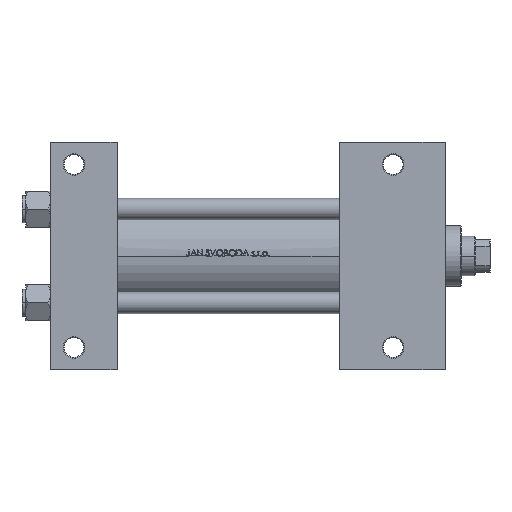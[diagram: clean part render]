
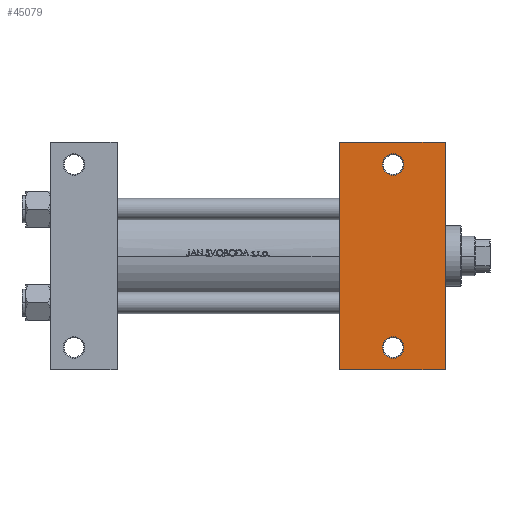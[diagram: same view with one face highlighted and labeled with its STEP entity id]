
A CAD part, front view. The second image highlights one B-rep face of the part: STEP entity #45079.
In plain terms, the highlighted face is planar.
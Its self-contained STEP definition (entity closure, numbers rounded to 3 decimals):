
#815 = ORIENTED_EDGE ( 'NONE', *, *, #10176, .T. ) ;
#854 = PLANE ( 'NONE',  #29690 ) ;
#984 = VERTEX_POINT ( 'NONE', #43432 ) ;
#2579 = AXIS2_PLACEMENT_3D ( 'NONE', #9035, #47625, #13012 ) ;
#2877 = DIRECTION ( 'NONE',  ( 0., 0., 1. ) ) ;
#4143 = CIRCLE ( 'NONE', #2579, 5.999 ) ;
#4484 = EDGE_CURVE ( 'NONE', #27247, #16403, #5092, .T. ) ;
#5092 = LINE ( 'NONE', #46453, #7208 ) ;
#5704 = CARTESIAN_POINT ( 'NONE',  ( 161., -63.5, -37.5 ) ) ;
#5857 = VERTEX_POINT ( 'NONE', #33610 ) ;
#6333 = CARTESIAN_POINT ( 'NONE',  ( 185.001, -51., -37.5 ) ) ;
#6546 = ORIENTED_EDGE ( 'NONE', *, *, #17484, .F. ) ;
#7208 = VECTOR ( 'NONE', #45959, 1000. ) ;
#8162 = CIRCLE ( 'NONE', #36023, 5.999 ) ;
#8326 = EDGE_CURVE ( 'NONE', #12611, #41035, #8162, .T. ) ;
#8961 = DIRECTION ( 'NONE',  ( -1., 0., 0. ) ) ;
#9035 = CARTESIAN_POINT ( 'NONE',  ( 191., 51., -37.5 ) ) ;
#9055 = DIRECTION ( 'NONE',  ( -1., 0., 0. ) ) ;
#9445 = LINE ( 'NONE', #5704, #30956 ) ;
#10176 = EDGE_CURVE ( 'NONE', #41035, #12611, #12991, .T. ) ;
#12604 = DIRECTION ( 'NONE',  ( 0., 0., 1. ) ) ;
#12611 = VERTEX_POINT ( 'NONE', #6333 ) ;
#12744 = CARTESIAN_POINT ( 'NONE',  ( 161., 37.5, -37.5 ) ) ;
#12781 = FACE_BOUND ( 'NONE', #40718, .T. ) ;
#12991 = CIRCLE ( 'NONE', #16980, 5.999 ) ;
#13012 = DIRECTION ( 'NONE',  ( -1., 0., 0. ) ) ;
#13399 = VERTEX_POINT ( 'NONE', #48418 ) ;
#13931 = CARTESIAN_POINT ( 'NONE',  ( 191., 51., -37.5 ) ) ;
#15968 = ORIENTED_EDGE ( 'NONE', *, *, #4484, .T. ) ;
#16160 = LINE ( 'NONE', #39807, #30743 ) ;
#16403 = VERTEX_POINT ( 'NONE', #24130 ) ;
#16980 = AXIS2_PLACEMENT_3D ( 'NONE', #21306, #12604, #20820 ) ;
#17202 = ORIENTED_EDGE ( 'NONE', *, *, #43055, .T. ) ;
#17484 = EDGE_CURVE ( 'NONE', #984, #34106, #39172, .T. ) ;
#20384 = AXIS2_PLACEMENT_3D ( 'NONE', #13931, #40112, #25163 ) ;
#20820 = DIRECTION ( 'NONE',  ( -1., 0., 0. ) ) ;
#21306 = CARTESIAN_POINT ( 'NONE',  ( 191., -51., -37.5 ) ) ;
#22443 = CARTESIAN_POINT ( 'NONE',  ( 161., -63.5, -37.5 ) ) ;
#22469 = ORIENTED_EDGE ( 'NONE', *, *, #31371, .T. ) ;
#23594 = ORIENTED_EDGE ( 'NONE', *, *, #8326, .T. ) ;
#24130 = CARTESIAN_POINT ( 'NONE',  ( 220., -63.5, -37.5 ) ) ;
#24518 = EDGE_CURVE ( 'NONE', #5857, #13399, #42672, .T. ) ;
#24633 = EDGE_LOOP ( 'NONE', ( #6546, #26203, #15968, #22469 ) ) ;
#24692 = EDGE_CURVE ( 'NONE', #984, #27247, #16160, .T. ) ;
#25163 = DIRECTION ( 'NONE',  ( -1., 0., 0. ) ) ;
#25546 = DIRECTION ( 'NONE',  ( -1., 0., 0. ) ) ;
#26203 = ORIENTED_EDGE ( 'NONE', *, *, #24692, .T. ) ;
#27247 = VERTEX_POINT ( 'NONE', #34625 ) ;
#28016 = DIRECTION ( 'NONE',  ( 0., 0., -1. ) ) ;
#29690 = AXIS2_PLACEMENT_3D ( 'NONE', #42691, #28016, #9055 ) ;
#30743 = VECTOR ( 'NONE', #35360, 1000. ) ;
#30956 = VECTOR ( 'NONE', #8961, 1000. ) ;
#31261 = FACE_BOUND ( 'NONE', #40577, .T. ) ;
#31371 = EDGE_CURVE ( 'NONE', #16403, #34106, #9445, .T. ) ;
#31711 = DIRECTION ( 'NONE',  ( 0., -1., 0. ) ) ;
#32220 = CARTESIAN_POINT ( 'NONE',  ( 196.999, -51., -37.5 ) ) ;
#33610 = CARTESIAN_POINT ( 'NONE',  ( 196.999, 51., -37.5 ) ) ;
#34106 = VERTEX_POINT ( 'NONE', #22443 ) ;
#34625 = CARTESIAN_POINT ( 'NONE',  ( 220., 63.5, -37.5 ) ) ;
#35360 = DIRECTION ( 'NONE',  ( 1., 0., 0. ) ) ;
#36023 = AXIS2_PLACEMENT_3D ( 'NONE', #36766, #2877, #25546 ) ;
#36766 = CARTESIAN_POINT ( 'NONE',  ( 191., -51., -37.5 ) ) ;
#36962 = VECTOR ( 'NONE', #31711, 1000. ) ;
#38468 = FACE_OUTER_BOUND ( 'NONE', #24633, .T. ) ;
#39172 = LINE ( 'NONE', #12744, #36962 ) ;
#39318 = ORIENTED_EDGE ( 'NONE', *, *, #24518, .T. ) ;
#39807 = CARTESIAN_POINT ( 'NONE',  ( 161., 63.5, -37.5 ) ) ;
#40112 = DIRECTION ( 'NONE',  ( 0., 0., 1. ) ) ;
#40577 = EDGE_LOOP ( 'NONE', ( #17202, #39318 ) ) ;
#40718 = EDGE_LOOP ( 'NONE', ( #23594, #815 ) ) ;
#41035 = VERTEX_POINT ( 'NONE', #32220 ) ;
#42672 = CIRCLE ( 'NONE', #20384, 5.999 ) ;
#42691 = CARTESIAN_POINT ( 'NONE',  ( 220., 37.5, -37.5 ) ) ;
#43055 = EDGE_CURVE ( 'NONE', #13399, #5857, #4143, .T. ) ;
#43432 = CARTESIAN_POINT ( 'NONE',  ( 161., 63.5, -37.5 ) ) ;
#45079 = ADVANCED_FACE ( 'NONE', ( #31261, #12781, #38468 ), #854, .T. ) ;
#45959 = DIRECTION ( 'NONE',  ( 0., -1., 0. ) ) ;
#46453 = CARTESIAN_POINT ( 'NONE',  ( 220., 37.5, -37.5 ) ) ;
#47625 = DIRECTION ( 'NONE',  ( 0., 0., 1. ) ) ;
#48418 = CARTESIAN_POINT ( 'NONE',  ( 185.001, 51., -37.5 ) ) ;
